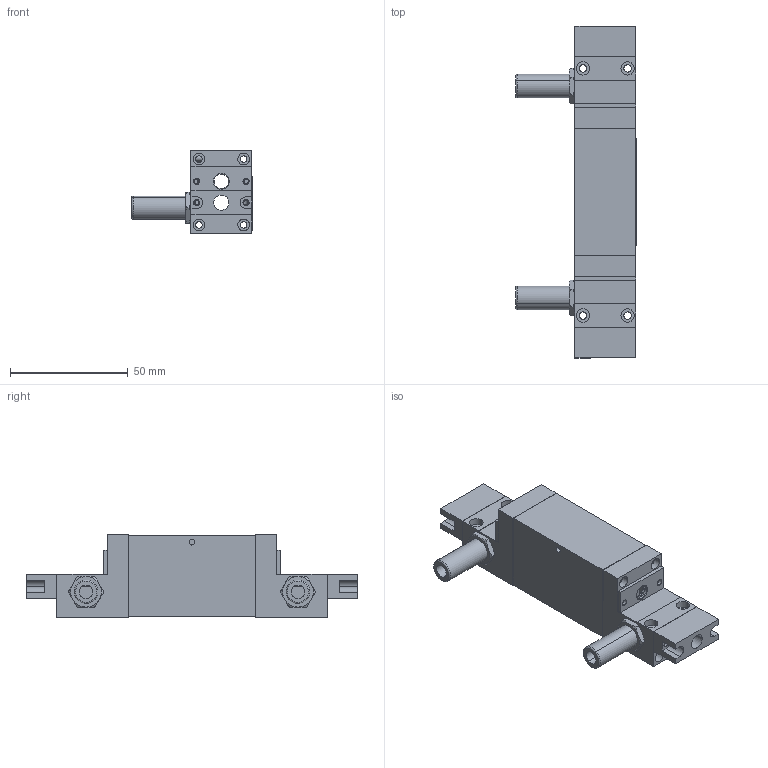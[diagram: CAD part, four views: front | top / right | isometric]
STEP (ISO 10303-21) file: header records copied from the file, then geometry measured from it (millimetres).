
FILE_DESCRIPTION (( 'STEP AP214' ), '1' );
FILE_NAME ('298-B 6 x 75 Pump Chamber Interface.STEP', '2016-02-10T13:46:05', ( '' ), ( '' ), 'SwSTEP 2.0', 'SolidWorks 2015', '' );
FILE_SCHEMA (( 'AUTOMOTIVE_DESIGN' ));
Length unit declared in the file: metre
Products named in the file (1): 298-B 6 x 75 Pump Chamber Interface
Bounding box: 51.1 x 141 x 35 mm (x, y, z)
Surface area: 25250.6 mm2 (no closed solid volume)
Topology: 0 solids, 16 shells, 212 faces, 657 edges, 470 vertices
Faces by surface type: cylinder 92, plane 90, cone 26, torus 4
Entity records: 10533 total; most frequent: CARTESIAN_POINT 2172, DIRECTION 1293, ORIENTED_EDGE 1102, EDGE_CURVE 657, AXIS2_PLACEMENT_3D 491, VERTEX_POINT 470, VECTOR 311, LINE 311
